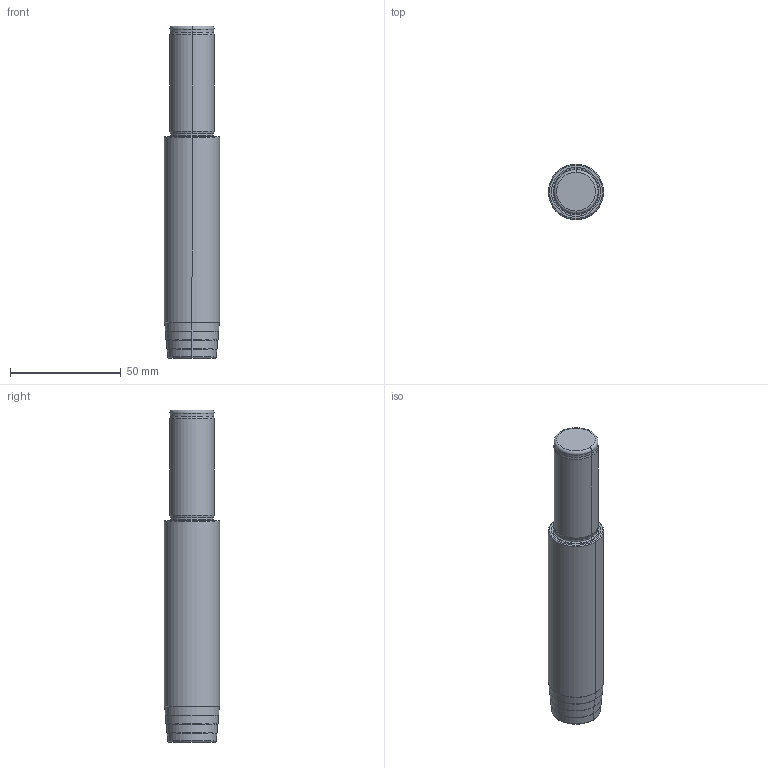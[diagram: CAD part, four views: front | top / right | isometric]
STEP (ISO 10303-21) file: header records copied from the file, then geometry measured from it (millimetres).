
FILE_DESCRIPTION((''),'2;1');
FILE_NAME('606928623-000-00-E43','2018-04-23T',('schellenbef'),(''),'PRO/ENGINEER BY PARAMETRIC TECHNOLOGY CORPORATION, 2011220','PRO/ENGINEER BY PARAMETRIC TECHNOLOGY CORPORATION, 2011220','');
FILE_SCHEMA(('AUTOMOTIVE_DESIGN_CC2 { 1 2 10303 214 -1 1 5 2 }'));
Length unit declared in the file: millimetre
Products named in the file (1): 606928623-000-00-E43
Bounding box: 25 x 25 x 150 mm (x, y, z)
Volume: 58431.3 mm3; surface area: 13482.9 mm2
Topology: 1 solids, 1 shells, 52 faces, 106 edges, 66 vertices
Faces by surface type: torus 20, cone 14, cylinder 10, plane 8
Entity records: 1761 total; most frequent: DIRECTION 294, CARTESIAN_POINT 219, ORIENTED_EDGE 204, AXIS2_PLACEMENT_3D 133, PRESENTATION_STYLE_ASSIGNMENT 110, STYLED_ITEM 110, CURVE_STYLE 109, EDGE_CURVE 102
